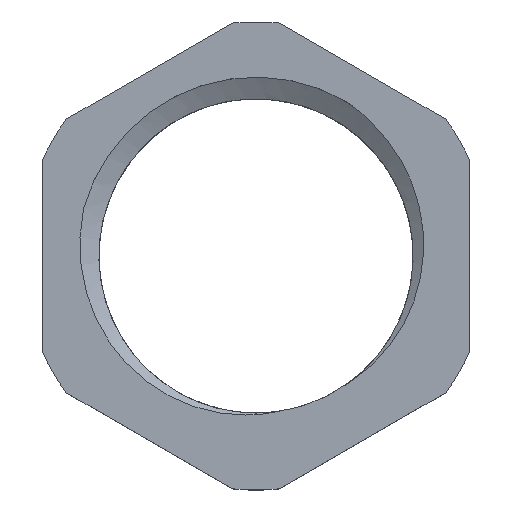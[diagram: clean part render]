
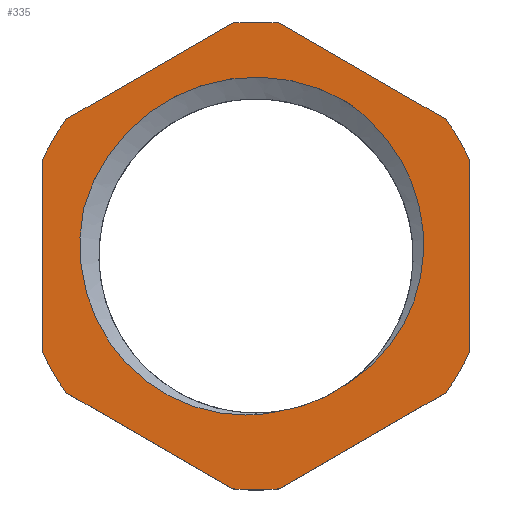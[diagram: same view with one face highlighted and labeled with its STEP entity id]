
A CAD part, top view. The second image highlights one B-rep face of the part: STEP entity #335.
In plain terms, the highlighted planar face has unit normal (0, 0, 1).
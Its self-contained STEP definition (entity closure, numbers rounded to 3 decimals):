
#16=FACE_BOUND('',#124,.T.);
#20=LINE('',#992,#38);
#22=LINE('',#997,#40);
#25=LINE('',#1008,#43);
#29=LINE('',#1025,#47);
#32=LINE('',#1036,#50);
#34=LINE('',#1041,#52);
#38=VECTOR('',#403,10.);
#40=VECTOR('',#407,10.);
#43=VECTOR('',#412,10.);
#47=VECTOR('',#418,10.);
#50=VECTOR('',#423,10.);
#52=VECTOR('',#427,10.);
#67=PLANE('',#364);
#70=CIRCLE('',#354,5.525);
#71=CIRCLE('',#356,6.286);
#73=CIRCLE('',#365,8.23);
#74=CIRCLE('',#366,8.23);
#75=CIRCLE('',#367,8.23);
#76=CIRCLE('',#368,8.23);
#77=CIRCLE('',#369,8.23);
#78=CIRCLE('',#370,8.23);
#104=FACE_OUTER_BOUND('',#123,.T.);
#123=EDGE_LOOP('',(#265,#266,#267,#268,#269,#270,#271,#272,#273,#274,#275,
#276));
#124=EDGE_LOOP('',(#277,#278,#279,#280));
#137=B_SPLINE_CURVE_WITH_KNOTS('',3,(#656,#657,#658,#659,#660,#661,#662,
#663,#664,#665,#666,#667,#668,#669,#670,#671),.UNSPECIFIED.,.F.,.F.,(4,
3,3,3,3,4),(-1.178,-1.134,-0.864,-0.584,
-0.296,0.),.UNSPECIFIED.);
#142=B_SPLINE_CURVE_WITH_KNOTS('',3,(#964,#965,#966,#967,#968,#969,#970,
#971,#972,#973,#974,#975,#976,#977,#978,#979),.UNSPECIFIED.,.F.,.F.,(4,
3,3,3,3,4),(-1.175,-1.126,-0.832,-0.546,
-0.269,0.),.UNSPECIFIED.);
#145=VERTEX_POINT('',#625);
#146=VERTEX_POINT('',#655);
#148=VERTEX_POINT('',#704);
#150=VERTEX_POINT('',#884);
#153=VERTEX_POINT('',#989);
#154=VERTEX_POINT('',#991);
#155=VERTEX_POINT('',#995);
#156=VERTEX_POINT('',#996);
#159=VERTEX_POINT('',#1006);
#160=VERTEX_POINT('',#1007);
#165=VERTEX_POINT('',#1022);
#166=VERTEX_POINT('',#1024);
#169=VERTEX_POINT('',#1033);
#170=VERTEX_POINT('',#1035);
#171=VERTEX_POINT('',#1039);
#172=VERTEX_POINT('',#1040);
#178=EDGE_CURVE('',#145,#146,#137,.T.);
#182=EDGE_CURVE('',#148,#145,#70,.T.);
#185=EDGE_CURVE('',#150,#148,#142,.T.);
#186=EDGE_CURVE('',#150,#146,#71,.T.);
#190=EDGE_CURVE('',#154,#153,#20,.T.);
#192=EDGE_CURVE('',#155,#156,#22,.T.);
#196=EDGE_CURVE('',#159,#160,#25,.T.);
#202=EDGE_CURVE('',#166,#165,#29,.T.);
#206=EDGE_CURVE('',#170,#169,#32,.T.);
#208=EDGE_CURVE('',#171,#172,#34,.T.);
#212=EDGE_CURVE('',#153,#170,#73,.T.);
#213=EDGE_CURVE('',#169,#166,#74,.T.);
#214=EDGE_CURVE('',#165,#159,#75,.T.);
#215=EDGE_CURVE('',#160,#155,#76,.T.);
#216=EDGE_CURVE('',#156,#171,#77,.T.);
#217=EDGE_CURVE('',#172,#154,#78,.T.);
#265=ORIENTED_EDGE('',*,*,#190,.T.);
#266=ORIENTED_EDGE('',*,*,#212,.T.);
#267=ORIENTED_EDGE('',*,*,#206,.T.);
#268=ORIENTED_EDGE('',*,*,#213,.T.);
#269=ORIENTED_EDGE('',*,*,#202,.T.);
#270=ORIENTED_EDGE('',*,*,#214,.T.);
#271=ORIENTED_EDGE('',*,*,#196,.T.);
#272=ORIENTED_EDGE('',*,*,#215,.T.);
#273=ORIENTED_EDGE('',*,*,#192,.T.);
#274=ORIENTED_EDGE('',*,*,#216,.T.);
#275=ORIENTED_EDGE('',*,*,#208,.T.);
#276=ORIENTED_EDGE('',*,*,#217,.T.);
#277=ORIENTED_EDGE('',*,*,#186,.T.);
#278=ORIENTED_EDGE('',*,*,#178,.F.);
#279=ORIENTED_EDGE('',*,*,#182,.F.);
#280=ORIENTED_EDGE('',*,*,#185,.F.);
#335=ADVANCED_FACE('',(#104,#16),#67,.T.);
#354=AXIS2_PLACEMENT_3D('',#734,#392,#393);
#356=AXIS2_PLACEMENT_3D('',#981,#396,#397);
#364=AXIS2_PLACEMENT_3D('',#1049,#430,#431);
#365=AXIS2_PLACEMENT_3D('',#1050,#432,#433);
#366=AXIS2_PLACEMENT_3D('',#1051,#434,#435);
#367=AXIS2_PLACEMENT_3D('',#1052,#436,#437);
#368=AXIS2_PLACEMENT_3D('',#1053,#438,#439);
#369=AXIS2_PLACEMENT_3D('',#1054,#440,#441);
#370=AXIS2_PLACEMENT_3D('',#1055,#442,#443);
#392=DIRECTION('center_axis',(0.,0.,1.));
#393=DIRECTION('ref_axis',(-1.,0.,0.));
#396=DIRECTION('center_axis',(0.,0.,-1.));
#397=DIRECTION('ref_axis',(-1.,0.,0.));
#403=DIRECTION('',(0.866,0.5,0.));
#407=DIRECTION('',(0.,-1.,0.));
#412=DIRECTION('',(-0.866,-0.5,0.));
#418=DIRECTION('',(-0.866,0.5,0.));
#423=DIRECTION('',(0.,1.,0.));
#427=DIRECTION('',(0.866,-0.5,0.));
#430=DIRECTION('center_axis',(0.,0.,1.));
#431=DIRECTION('ref_axis',(1.,0.,0.));
#432=DIRECTION('center_axis',(0.,0.,1.));
#433=DIRECTION('ref_axis',(1.,0.,0.));
#434=DIRECTION('center_axis',(0.,0.,1.));
#435=DIRECTION('ref_axis',(1.,0.,0.));
#436=DIRECTION('center_axis',(0.,0.,1.));
#437=DIRECTION('ref_axis',(1.,0.,0.));
#438=DIRECTION('center_axis',(0.,0.,1.));
#439=DIRECTION('ref_axis',(1.,0.,0.));
#440=DIRECTION('center_axis',(0.,0.,1.));
#441=DIRECTION('ref_axis',(1.,0.,0.));
#442=DIRECTION('center_axis',(0.,0.,1.));
#443=DIRECTION('ref_axis',(1.,0.,0.));
#625=CARTESIAN_POINT('',(3.277,-4.448,2.76));
#655=CARTESIAN_POINT('',(3.143,5.444,2.76));
#656=CARTESIAN_POINT('Ctrl Pts',(3.277,-4.448,2.76));
#657=CARTESIAN_POINT('Ctrl Pts',(3.401,-4.37,2.76));
#658=CARTESIAN_POINT('Ctrl Pts',(3.521,-4.287,2.76));
#659=CARTESIAN_POINT('Ctrl Pts',(3.637,-4.2,2.76));
#660=CARTESIAN_POINT('Ctrl Pts',(4.355,-3.66,2.76));
#661=CARTESIAN_POINT('Ctrl Pts',(4.939,-2.941,2.76));
#662=CARTESIAN_POINT('Ctrl Pts',(5.327,-2.134,2.76));
#663=CARTESIAN_POINT('Ctrl Pts',(5.728,-1.299,2.76));
#664=CARTESIAN_POINT('Ctrl Pts',(5.922,-0.364,2.76));
#665=CARTESIAN_POINT('Ctrl Pts',(5.894,0.562,2.76));
#666=CARTESIAN_POINT('Ctrl Pts',(5.865,1.516,2.76));
#667=CARTESIAN_POINT('Ctrl Pts',(5.6,2.465,2.76));
#668=CARTESIAN_POINT('Ctrl Pts',(5.135,3.3,2.76));
#669=CARTESIAN_POINT('Ctrl Pts',(4.656,4.159,2.76));
#670=CARTESIAN_POINT('Ctrl Pts',(3.967,4.899,2.76));
#671=CARTESIAN_POINT('Ctrl Pts',(3.143,5.444,2.76));
#704=CARTESIAN_POINT('',(0.797,-5.467,2.76));
#734=CARTESIAN_POINT('Origin',(0.,0.,2.76));
#884=CARTESIAN_POINT('',(-6.063,1.661,2.76));
#964=CARTESIAN_POINT('Ctrl Pts',(-6.063,1.661,2.76));
#965=CARTESIAN_POINT('Ctrl Pts',(-6.097,1.499,2.76));
#966=CARTESIAN_POINT('Ctrl Pts',(-6.124,1.337,2.76));
#967=CARTESIAN_POINT('Ctrl Pts',(-6.145,1.173,2.76));
#968=CARTESIAN_POINT('Ctrl Pts',(-6.27,0.201,2.76));
#969=CARTESIAN_POINT('Ctrl Pts',(-6.16,-0.804,2.76));
#970=CARTESIAN_POINT('Ctrl Pts',(-5.824,-1.722,2.76));
#971=CARTESIAN_POINT('Ctrl Pts',(-5.498,-2.615,2.76));
#972=CARTESIAN_POINT('Ctrl Pts',(-4.955,-3.431,2.76));
#973=CARTESIAN_POINT('Ctrl Pts',(-4.256,-4.073,2.76));
#974=CARTESIAN_POINT('Ctrl Pts',(-3.577,-4.696,2.76));
#975=CARTESIAN_POINT('Ctrl Pts',(-2.746,-5.157,2.76));
#976=CARTESIAN_POINT('Ctrl Pts',(-1.856,-5.398,2.76));
#977=CARTESIAN_POINT('Ctrl Pts',(-0.994,-5.631,2.76));
#978=CARTESIAN_POINT('Ctrl Pts',(-0.078,-5.658,
2.76));
#979=CARTESIAN_POINT('Ctrl Pts',(0.797,-5.467,2.76));
#981=CARTESIAN_POINT('Origin',(0.,0.,2.76));
#989=CARTESIAN_POINT('',(6.685,-4.801,2.76));
#991=CARTESIAN_POINT('',(0.815,-8.19,2.76));
#992=CARTESIAN_POINT('',(6.993,-4.623,2.76));
#995=CARTESIAN_POINT('',(-7.5,3.389,2.76));
#996=CARTESIAN_POINT('',(-7.5,-3.389,2.76));
#997=CARTESIAN_POINT('',(-7.5,-3.745,2.76));
#1006=CARTESIAN_POINT('',(-0.815,8.19,2.76));
#1007=CARTESIAN_POINT('',(-6.685,4.801,2.76));
#1008=CARTESIAN_POINT('',(-3.442,6.673,2.76));
#1022=CARTESIAN_POINT('',(0.815,8.19,2.76));
#1024=CARTESIAN_POINT('',(6.685,4.801,2.76));
#1025=CARTESIAN_POINT('',(5.834,5.292,2.76));
#1033=CARTESIAN_POINT('',(7.5,3.389,2.76));
#1035=CARTESIAN_POINT('',(7.5,-3.389,2.76));
#1036=CARTESIAN_POINT('',(7.5,-0.356,2.76));
#1039=CARTESIAN_POINT('',(-6.685,-4.801,2.76));
#1040=CARTESIAN_POINT('',(-0.815,-8.19,2.76));
#1041=CARTESIAN_POINT('',(1.269,-9.393,2.76));
#1049=CARTESIAN_POINT('Origin',(7.102,-4.101,2.76));
#1050=CARTESIAN_POINT('Origin',(0.,0.,2.76));
#1051=CARTESIAN_POINT('Origin',(0.,0.,2.76));
#1052=CARTESIAN_POINT('Origin',(0.,0.,2.76));
#1053=CARTESIAN_POINT('Origin',(0.,0.,2.76));
#1054=CARTESIAN_POINT('Origin',(0.,0.,2.76));
#1055=CARTESIAN_POINT('Origin',(0.,0.,2.76));
